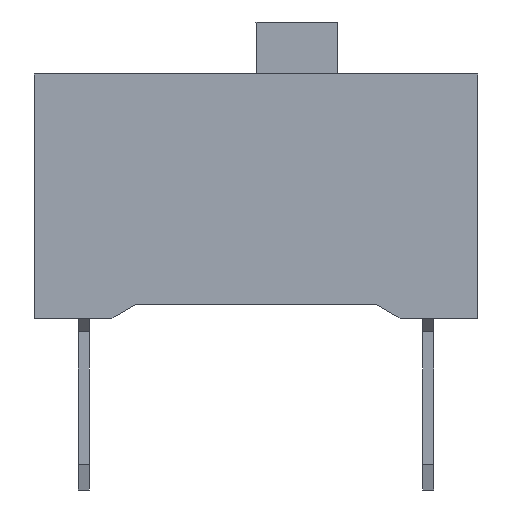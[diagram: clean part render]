
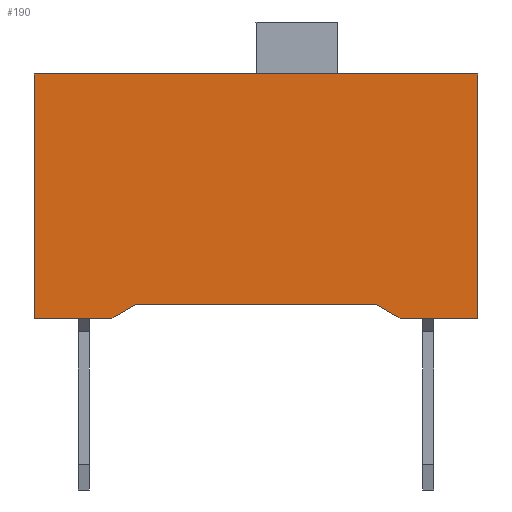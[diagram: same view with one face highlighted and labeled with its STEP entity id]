
A CAD part, left-side view. The second image highlights one B-rep face of the part: STEP entity #190.
In plain terms, the highlighted planar face has unit normal (-1, 0, 0).
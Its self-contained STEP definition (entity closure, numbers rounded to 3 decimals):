
#190=ADVANCED_FACE('',(#1061),#1063,.T.);
#1061=FACE_BOUND('',#1062,.T.);
#1062=EDGE_LOOP('',(#1976,#1977,#1978,#1979,#1980,#1981,#1982,#1983));
#1063=PLANE('',#1064);
#1064=AXIS2_PLACEMENT_3D('',#1065,#1066,#1067);
#1065=CARTESIAN_POINT('',(-3.14,0.,0.));
#1066=DIRECTION('',(-1.,0.,0.));
#1067=DIRECTION('',(0.,0.,-1.));
#1976=ORIENTED_EDGE('',*,*,#2563,.T.);
#1977=ORIENTED_EDGE('',*,*,#2564,.T.);
#1978=ORIENTED_EDGE('',*,*,#2544,.T.);
#1979=ORIENTED_EDGE('',*,*,#2562,.T.);
#1980=ORIENTED_EDGE('',*,*,#2565,.T.);
#1981=ORIENTED_EDGE('',*,*,#2566,.T.);
#1982=ORIENTED_EDGE('',*,*,#2567,.T.);
#1983=ORIENTED_EDGE('',*,*,#2568,.T.);
#2544=EDGE_CURVE('',#3043,#3041,#3044,.T.);
#2562=EDGE_CURVE('',#3041,#3075,#3077,.T.);
#2563=EDGE_CURVE('',#3078,#3079,#3080,.T.);
#2564=EDGE_CURVE('',#3079,#3043,#3081,.T.);
#2565=EDGE_CURVE('',#3075,#3082,#3083,.T.);
#2566=EDGE_CURVE('',#3082,#3084,#3085,.T.);
#2567=EDGE_CURVE('',#3084,#3086,#3087,.T.);
#2568=EDGE_CURVE('',#3086,#3078,#3088,.T.);
#3041=VERTEX_POINT('',#4055);
#3043=VERTEX_POINT('',#4059);
#3044=LINE('',#4060,#4061);
#3075=VERTEX_POINT('',#4125);
#3077=LINE('',#4129,#4130);
#3078=VERTEX_POINT('',#4132);
#3079=VERTEX_POINT('',#4133);
#3080=LINE('',#4134,#4135);
#3081=LINE('',#4137,#4138);
#3082=VERTEX_POINT('',#4140);
#3083=LINE('',#4141,#4142);
#3084=VERTEX_POINT('',#4144);
#3085=LINE('',#4145,#4146);
#3086=VERTEX_POINT('',#4148);
#3087=LINE('',#4149,#4150);
#3088=LINE('',#4152,#4153);
#4055=CARTESIAN_POINT('',(-3.14,4.9,5.7));
#4059=CARTESIAN_POINT('',(-3.14,-4.9,5.7));
#4060=CARTESIAN_POINT('',(-3.14,-4.9,5.7));
#4061=VECTOR('',#4062,1.);
#4062=DIRECTION('',(0.,1.,0.));
#4125=CARTESIAN_POINT('',(-3.14,4.9,0.3));
#4129=CARTESIAN_POINT('',(-3.14,4.9,5.7));
#4130=VECTOR('',#4131,1.);
#4131=DIRECTION('',(0.,0.,-1.));
#4132=CARTESIAN_POINT('',(-3.14,-3.185,0.3));
#4133=CARTESIAN_POINT('',(-3.14,-4.9,0.3));
#4134=CARTESIAN_POINT('',(-3.14,-3.185,0.3));
#4135=VECTOR('',#4136,1.);
#4136=DIRECTION('',(0.,-1.,0.));
#4137=CARTESIAN_POINT('',(-3.14,-4.9,0.3));
#4138=VECTOR('',#4139,1.);
#4139=DIRECTION('',(0.,0.,1.));
#4140=CARTESIAN_POINT('',(-3.14,3.185,0.3));
#4141=CARTESIAN_POINT('',(-3.14,4.9,0.3));
#4142=VECTOR('',#4143,1.);
#4143=DIRECTION('',(0.,-1.,0.));
#4144=CARTESIAN_POINT('',(-3.14,2.665,0.6));
#4145=CARTESIAN_POINT('',(-3.14,3.185,0.3));
#4146=VECTOR('',#4147,1.);
#4147=DIRECTION('',(0.,-0.866,0.5));
#4148=CARTESIAN_POINT('',(-3.14,-2.665,0.6));
#4149=CARTESIAN_POINT('',(-3.14,2.665,0.6));
#4150=VECTOR('',#4151,1.);
#4151=DIRECTION('',(0.,-1.,0.));
#4152=CARTESIAN_POINT('',(-3.14,-2.665,0.6));
#4153=VECTOR('',#4154,1.);
#4154=DIRECTION('',(0.,-0.866,-0.5));
